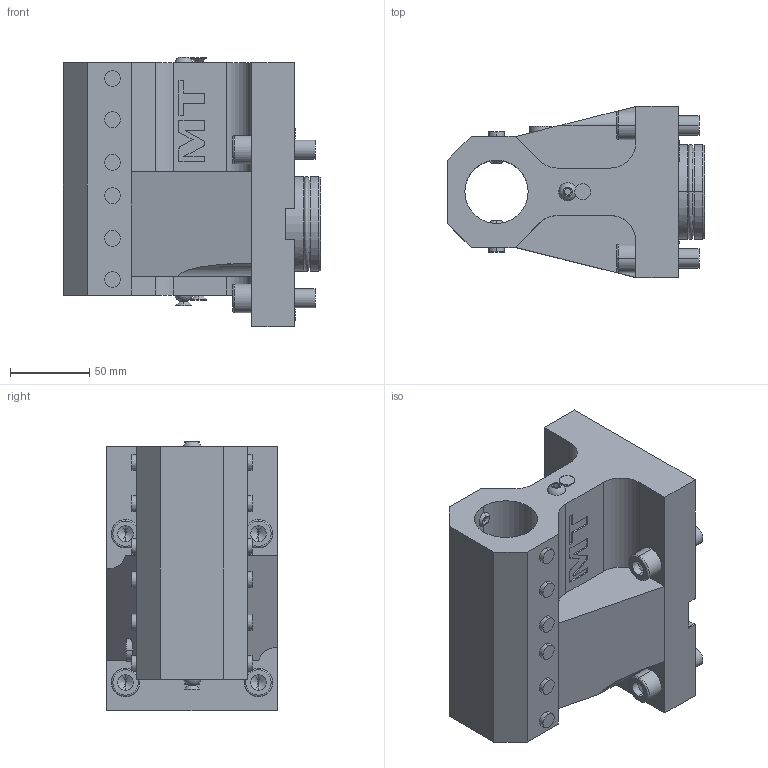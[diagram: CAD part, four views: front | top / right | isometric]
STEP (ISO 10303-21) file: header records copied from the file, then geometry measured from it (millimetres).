
FILE_DESCRIPTION((''),'2;1');
FILE_NAME('MNL0604000_CONF','2023-02-20T12:34:16',('sterribile'),('M.T. srl'),'CREO PARAMETRIC BY PTC INC, 2021072','CREO PARAMETRIC BY PTC INC, 2021072','');
FILE_SCHEMA(('CONFIG_CONTROL_DESIGN'));
Length unit declared in the file: millimetre
Products named in the file (1): MNL0604000_CONF
Bounding box: 162.5 x 108 x 170.55 mm (x, y, z)
Volume: 1434983.8 mm3; surface area: 133606.8 mm2
Topology: 1 solids, 1 shells, 302 faces, 743 edges, 452 vertices
Faces by surface type: plane 128, cylinder 90, cone 64, torus 14, extrusion 4, sphere 2
Entity records: 9764 total; most frequent: CARTESIAN_POINT 2623, DIRECTION 1525, ORIENTED_EDGE 1422, EDGE_CURVE 711, AXIS2_PLACEMENT_3D 549, VERTEX_POINT 452, VECTOR 427, LINE 423
